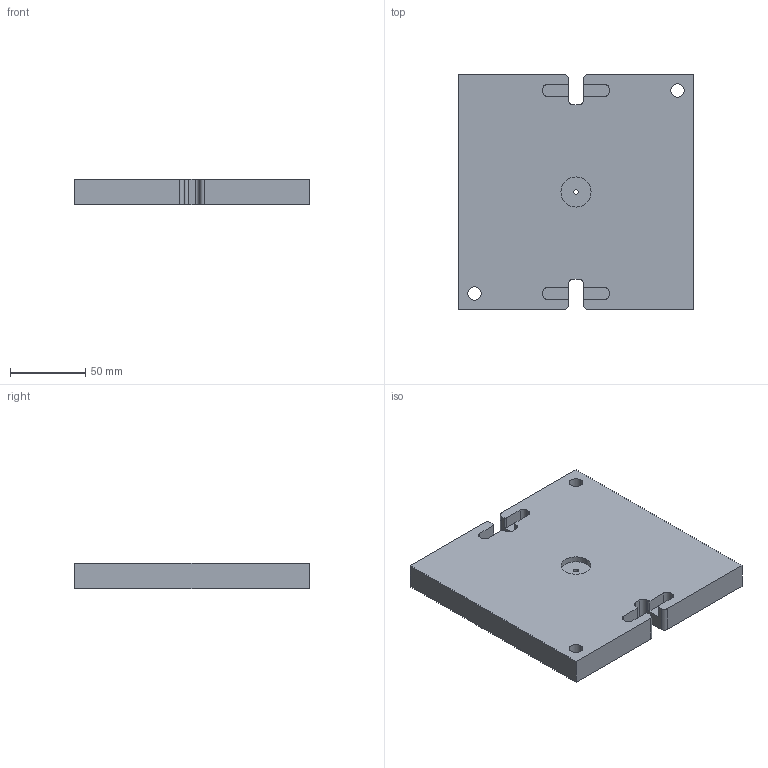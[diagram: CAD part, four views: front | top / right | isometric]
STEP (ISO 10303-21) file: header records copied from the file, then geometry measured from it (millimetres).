
FILE_DESCRIPTION (( 'STEP AP214' ), '1' );
FILE_NAME ('Klammer_Duesenseite_Final.STEP', '2018-04-15T15:16:40', ( '' ), ( '' ), 'SwSTEP 2.0', 'SolidWorks 2017', '' );
FILE_SCHEMA (( 'AUTOMOTIVE_DESIGN' ));
Length unit declared in the file: millimetre
Products named in the file (1): Klammer_Duesenseite_Final
Bounding box: 156 x 156 x 17 mm (x, y, z)
Volume: 393486 mm3; surface area: 63662 mm2
Topology: 1 solids, 1 shells, 375 faces, 977 edges, 590 vertices
Faces by surface type: cone 106, plane 84, cylinder 82, torus 81, bspline 22
Entity records: 20157 total; most frequent: CARTESIAN_POINT 10912, DIRECTION 2040, ORIENTED_EDGE 1922, EDGE_CURVE 961, AXIS2_PLACEMENT_3D 807, VERTEX_POINT 590, CIRCLE 453, VECTOR 426
